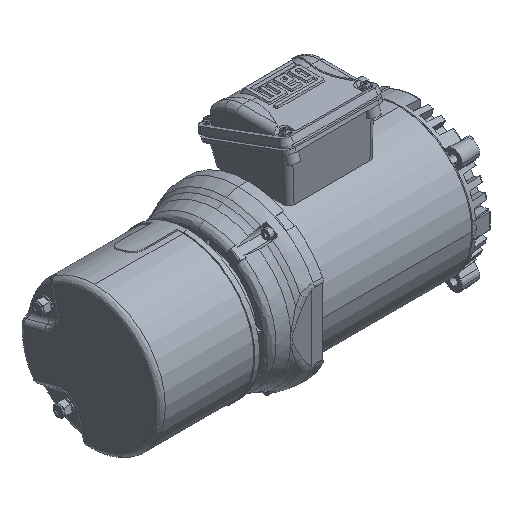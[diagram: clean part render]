
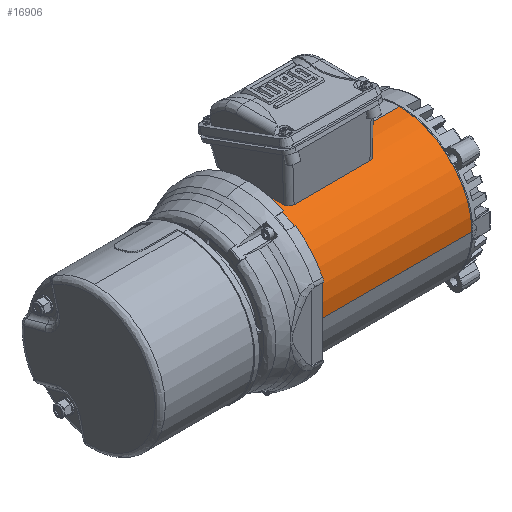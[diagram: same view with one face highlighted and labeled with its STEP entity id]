
A CAD part, isometric view. The second image highlights one B-rep face of the part: STEP entity #16906.
In plain terms, the highlighted cylindrical face has radius 71.875 mm (diameter 143.75 mm), a partial arc.
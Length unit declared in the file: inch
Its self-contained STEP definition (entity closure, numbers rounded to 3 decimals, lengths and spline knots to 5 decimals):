
#1507 = CARTESIAN_POINT ( 'NONE',  ( -5.90551, 0., 2.82972 ) ) ;
#3088 = LINE ( 'NONE', #12785, #27337 ) ;
#3129 = CIRCLE ( 'NONE', #32128, 2.82972 ) ;
#7668 = ORIENTED_EDGE ( 'NONE', *, *, #31979, .T. ) ;
#8475 = CARTESIAN_POINT ( 'NONE',  ( 18.51091, -2.82973, 0.00049 ) ) ;
#8531 = VERTEX_POINT ( 'NONE', #10496 ) ;
#10496 = CARTESIAN_POINT ( 'NONE',  ( -5.90551, -2.82973, 0.00049 ) ) ;
#10584 = VERTEX_POINT ( 'NONE', #24304 ) ;
#11825 = DIRECTION ( 'NONE',  ( -1., 0., 0. ) ) ;
#12785 = CARTESIAN_POINT ( 'NONE',  ( 18.51091, 0., 2.82972 ) ) ;
#15221 = CIRCLE ( 'NONE', #32094, 2.82972 ) ;
#15393 = CARTESIAN_POINT ( 'NONE',  ( 0., 0., 0. ) ) ;
#15488 = DIRECTION ( 'NONE',  ( 1., 0., 0. ) ) ;
#15857 = EDGE_CURVE ( 'NONE', #10584, #16745, #3088, .T. ) ;
#16745 = VERTEX_POINT ( 'NONE', #1507 ) ;
#16906 = ADVANCED_FACE ( 'NONE', ( #35697 ), #19596, .T. ) ;
#17742 = LINE ( 'NONE', #8475, #18342 ) ;
#18342 = VECTOR ( 'NONE', #34039, 39.37008 ) ;
#19596 = CYLINDRICAL_SURFACE ( 'NONE', #34501, 2.82972 ) ;
#24074 = EDGE_CURVE ( 'NONE', #8531, #31220, #17742, .T. ) ;
#24304 = CARTESIAN_POINT ( 'NONE',  ( 0., 0., 2.82972 ) ) ;
#25683 = DIRECTION ( 'NONE',  ( -1., 0., 0. ) ) ;
#25850 = CARTESIAN_POINT ( 'NONE',  ( 0., -2.82973, 0.00049 ) ) ;
#27337 = VECTOR ( 'NONE', #25683, 39.37008 ) ;
#29098 = ORIENTED_EDGE ( 'NONE', *, *, #32204, .T. ) ;
#31220 = VERTEX_POINT ( 'NONE', #25850 ) ;
#31979 = EDGE_CURVE ( 'NONE', #16745, #8531, #15221, .T. ) ;
#31985 = DIRECTION ( 'NONE',  ( 0., 0., 1. ) ) ;
#32094 = AXIS2_PLACEMENT_3D ( 'NONE', #34120, #15488, #31985 ) ;
#32107 = DIRECTION ( 'NONE',  ( 0., 0., 1. ) ) ;
#32128 = AXIS2_PLACEMENT_3D ( 'NONE', #15393, #11825, #41203 ) ;
#32204 = EDGE_CURVE ( 'NONE', #31220, #10584, #3129, .T. ) ;
#32428 = ORIENTED_EDGE ( 'NONE', *, *, #24074, .T. ) ;
#32512 = CARTESIAN_POINT ( 'NONE',  ( 18.51091, 0., 0. ) ) ;
#33305 = EDGE_LOOP ( 'NONE', ( #29098, #39236, #7668, #32428 ) ) ;
#34039 = DIRECTION ( 'NONE',  ( 1., 0., 0. ) ) ;
#34120 = CARTESIAN_POINT ( 'NONE',  ( -5.90551, 0., 0. ) ) ;
#34501 = AXIS2_PLACEMENT_3D ( 'NONE', #32512, #38251, #32107 ) ;
#35697 = FACE_OUTER_BOUND ( 'NONE', #33305, .T. ) ;
#38251 = DIRECTION ( 'NONE',  ( -1., 0., 0. ) ) ;
#39236 = ORIENTED_EDGE ( 'NONE', *, *, #15857, .T. ) ;
#41203 = DIRECTION ( 'NONE',  ( 0., 0., 1. ) ) ;
